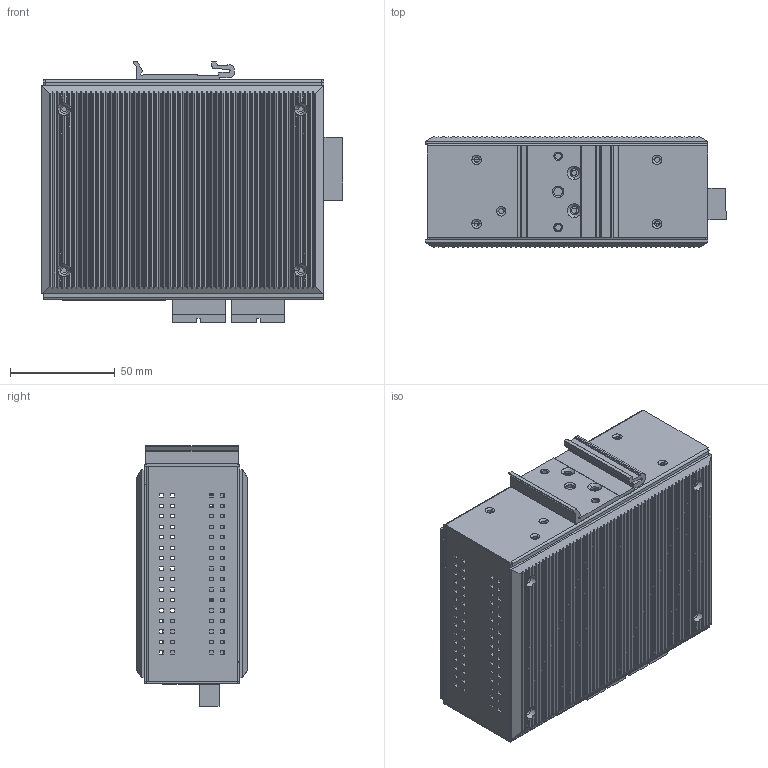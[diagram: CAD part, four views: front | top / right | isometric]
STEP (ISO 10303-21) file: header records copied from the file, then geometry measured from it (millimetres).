
FILE_DESCRIPTION((''),'2;1');
FILE_NAME('EDS-308_ASM','2017-04-17T',('YoungMH_Yang'),('PTC'),'PRO/ENGINEER BY PARAMETRIC TECHNOLOGY CORPORATION, 2013230','PRO/ENGINEER BY PARAMETRIC TECHNOLOGY CORPORATION, 2013230','');
FILE_SCHEMA(('AUTOMOTIVE_DESIGN { 1 0 10303 214 1 1 1 1 }'));
Products named in the file (63): EDS-308A_BOT-COVER; EDS-309-3M-SC_PCB; TACKSW_DTSA644N; 1111000003000_TERMINAL_M_6P; DIP_SEITCH_16PIN; 1111000003100_TERMINAL_FM_6P; FIBER_SC; MANIFOLD_SOLID_BREP-30571; MANIFOLD_SOLID_BREP-30473; MANIFOLD_SOLID_BREP-30369; MANIFOLD_SOLID_BREP-30265; MANIFOLD_SOLID_BREP-30161; MANIFOLD_SOLID_BREP-30057; MANIFOLD_SOLID_BREP-29953; MANIFOLD_SOLID_BREP-29855; MANIFOLD_SOLID_BREP-29757; MANIFOLD_SOLID_BREP-3691; MANIFOLD_SOLID_BREP-3593; MANIFOLD_SOLID_BREP-3489; MANIFOLD_SOLID_BREP-3391; MANIFOLD_SOLID_BREP-3287; MANIFOLD_SOLID_BREP-3183; MANIFOLD_SOLID_BREP-3079; MANIFOLD_SOLID_BREP-2981; MANIFOLD_SOLID_BREP-2877; MANIFOLD_SOLID_BREP-2773; MANIFOLD_SOLID_BREP-2669; MANIFOLD_SOLID_BREP-2565; MANIFOLD_SOLID_BREP-2461; MANIFOLD_SOLID_BREP-2357; MANIFOLD_SOLID_BREP-2253; MANIFOLD_SOLID_BREP-2149; MANIFOLD_SOLID_BREP-2045; MANIFOLD_SOLID_BREP-1941; MANIFOLD_SOLID_BREP-1837; MANIFOLD_SOLID_BREP-1733; MANIFOLD_SOLID_BREP-1629; MANIFOLD_SOLID_BREP-1525; MANIFOLD_SOLID_BREP-1421; MANIFOLD_SOLID_BREP-1323 ...
Assembly tree (65 placements, depth 4):
  EDS-308_ASM
    EDS-308A_BOT-COVER
    EDS-308-PCB_ASM
      EDS-309-3M-SC_PCB
      TACKSW_DTSA644N
      1111000003000_TERMINAL_M_6P
      DIP_SEITCH_16PIN
      1111000003100_TERMINAL_FM_6P
      FIBER_SC  x2
      1126412302210_TZW2J88-0A4B2B2_ASM
        MANIFOLD_SOLID_BREP-30571
        MANIFOLD_SOLID_BREP-30473
        MANIFOLD_SOLID_BREP-30369
        MANIFOLD_SOLID_BREP-30265
        MANIFOLD_SOLID_BREP-30161
        MANIFOLD_SOLID_BREP-30057
        MANIFOLD_SOLID_BREP-29953
        MANIFOLD_SOLID_BREP-29855
        MANIFOLD_SOLID_BREP-29757
        MANIFOLD_SOLID_BREP-3691
        MANIFOLD_SOLID_BREP-3593
        MANIFOLD_SOLID_BREP-3489
        MANIFOLD_SOLID_BREP-3391
        MANIFOLD_SOLID_BREP-3287
        MANIFOLD_SOLID_BREP-3183
        MANIFOLD_SOLID_BREP-3079
        MANIFOLD_SOLID_BREP-2981
        MANIFOLD_SOLID_BREP-2877
        MANIFOLD_SOLID_BREP-2773
        MANIFOLD_SOLID_BREP-2669
        MANIFOLD_SOLID_BREP-2565
        MANIFOLD_SOLID_BREP-2461
        MANIFOLD_SOLID_BREP-2357
        MANIFOLD_SOLID_BREP-2253
        MANIFOLD_SOLID_BREP-2149
        MANIFOLD_SOLID_BREP-2045
        MANIFOLD_SOLID_BREP-1941
        MANIFOLD_SOLID_BREP-1837
        MANIFOLD_SOLID_BREP-1733
        MANIFOLD_SOLID_BREP-1629
        MANIFOLD_SOLID_BREP-1525
        MANIFOLD_SOLID_BREP-1421
        MANIFOLD_SOLID_BREP-1323
        MANIFOLD_SOLID_BREP-1225
        MANIFOLD_SOLID_BREP-1121
        MANIFOLD_SOLID_BREP-1017
        MANIFOLD_SOLID_BREP-919
        MANIFOLD_SOLID_BREP-821
        MANIFOLD_SOLID_BREP-717
        MANIFOLD_SOLID_BREP-619
        MANIFOLD_SOLID_BREP-521
        MANIFOLD_SOLID_BREP-417
        MANIFOLD_SOLID_BREP-313
        MANIFOLD_SOLID_BREP-209
        MANIFOLD_SOLID_BREP-105
      1106511000110_LED_GREEN_SMD  x2
      PCB-TERMINAL_PCB-2
      3D_L-7104SA-1I1G1YD  x2
    EDS-308A_TOP-COVER_2-FIBER
    DIN_RAIL-KIT
Bounding box: 144.05 x 52.98 x 124.61 mm (x, y, z)
Volume: 211512.4 mm3; surface area: 234432.2 mm2
Topology: 75 solids, 287 shells, 4170 faces, 11655 edges, 7933 vertices
Faces by surface type: plane 3227, cylinder 821, torus 46, cone 42, extrusion 24, sphere 6, bspline 4
Entity records: 168164 total; most frequent: CARTESIAN_POINT 26219, ORIENTED_EDGE 21166, DIRECTION 19519, EDGE_CURVE 10853, PRESENTATION_STYLE_ASSIGNMENT 9539, STYLED_ITEM 9481, VECTOR 8951, LINE 8927
